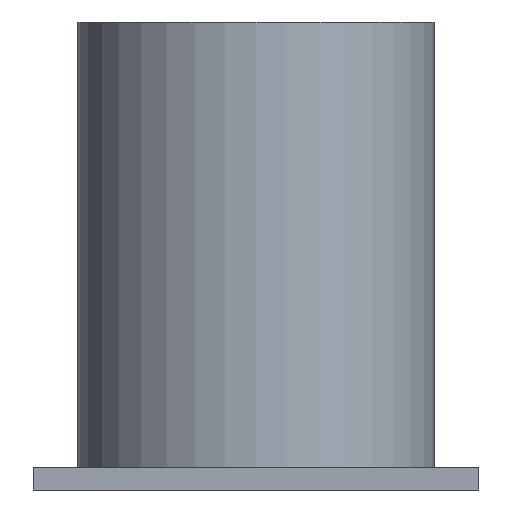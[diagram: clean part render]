
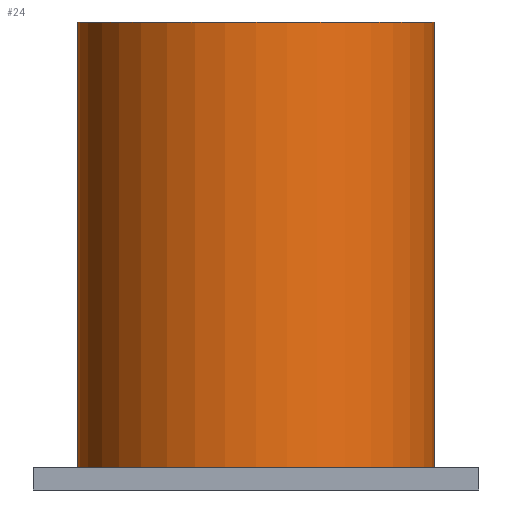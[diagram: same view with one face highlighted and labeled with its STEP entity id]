
A CAD part, front view. The second image highlights one B-rep face of the part: STEP entity #24.
In plain terms, the highlighted cylindrical face has radius 200 mm (diameter 400 mm), a partial arc.
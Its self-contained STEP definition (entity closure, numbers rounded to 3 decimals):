
#4 = EDGE_CURVE ( 'NONE', #168, #194, #364, .T. ) ;
#16 = DIRECTION ( 'NONE',  ( -1., 0., 0. ) ) ;
#24 = ADVANCED_FACE ( 'NONE', ( #188 ), #172, .T. ) ;
#26 = CARTESIAN_POINT ( 'NONE',  ( 200., 0., 525. ) ) ;
#42 = LINE ( 'NONE', #26, #187 ) ;
#69 = CARTESIAN_POINT ( 'NONE',  ( 200., 0., 25. ) ) ;
#86 = CARTESIAN_POINT ( 'NONE',  ( -200., 0., 25. ) ) ;
#88 = CARTESIAN_POINT ( 'NONE',  ( -200., 0., 525. ) ) ;
#103 = AXIS2_PLACEMENT_3D ( 'NONE', #208, #268, #359 ) ;
#106 = EDGE_CURVE ( 'NONE', #168, #108, #323, .T. ) ;
#107 = CARTESIAN_POINT ( 'NONE',  ( -200., 0., 525. ) ) ;
#108 = VERTEX_POINT ( 'NONE', #112 ) ;
#112 = CARTESIAN_POINT ( 'NONE',  ( 200., 0., 525. ) ) ;
#127 = AXIS2_PLACEMENT_3D ( 'NONE', #297, #319, #325 ) ;
#130 = EDGE_LOOP ( 'NONE', ( #374, #166, #388, #350 ) ) ;
#140 = CARTESIAN_POINT ( 'NONE',  ( 0., 0., 525. ) ) ;
#166 = ORIENTED_EDGE ( 'NONE', *, *, #106, .F. ) ;
#168 = VERTEX_POINT ( 'NONE', #88 ) ;
#172 = CYLINDRICAL_SURFACE ( 'NONE', #371, 200. ) ;
#187 = VECTOR ( 'NONE', #270, 1000. ) ;
#188 = FACE_OUTER_BOUND ( 'NONE', #130, .T. ) ;
#194 = VERTEX_POINT ( 'NONE', #86 ) ;
#208 = CARTESIAN_POINT ( 'NONE',  ( 0., 0., 25. ) ) ;
#215 = CIRCLE ( 'NONE', #103, 200. ) ;
#268 = DIRECTION ( 'NONE',  ( 0., 0., 1. ) ) ;
#270 = DIRECTION ( 'NONE',  ( 0., 0., -1. ) ) ;
#287 = EDGE_CURVE ( 'NONE', #194, #347, #215, .T. ) ;
#297 = CARTESIAN_POINT ( 'NONE',  ( 0., 0., 525. ) ) ;
#302 = EDGE_CURVE ( 'NONE', #108, #347, #42, .T. ) ;
#319 = DIRECTION ( 'NONE',  ( 0., 0., 1. ) ) ;
#323 = CIRCLE ( 'NONE', #127, 200. ) ;
#325 = DIRECTION ( 'NONE',  ( 1., 0., 0. ) ) ;
#340 = VECTOR ( 'NONE', #376, 1000. ) ;
#347 = VERTEX_POINT ( 'NONE', #69 ) ;
#350 = ORIENTED_EDGE ( 'NONE', *, *, #287, .T. ) ;
#359 = DIRECTION ( 'NONE',  ( 1., 0., 0. ) ) ;
#364 = LINE ( 'NONE', #107, #340 ) ;
#371 = AXIS2_PLACEMENT_3D ( 'NONE', #140, #378, #16 ) ;
#374 = ORIENTED_EDGE ( 'NONE', *, *, #302, .F. ) ;
#376 = DIRECTION ( 'NONE',  ( 0., 0., -1. ) ) ;
#378 = DIRECTION ( 'NONE',  ( 0., 0., -1. ) ) ;
#388 = ORIENTED_EDGE ( 'NONE', *, *, #4, .T. ) ;
